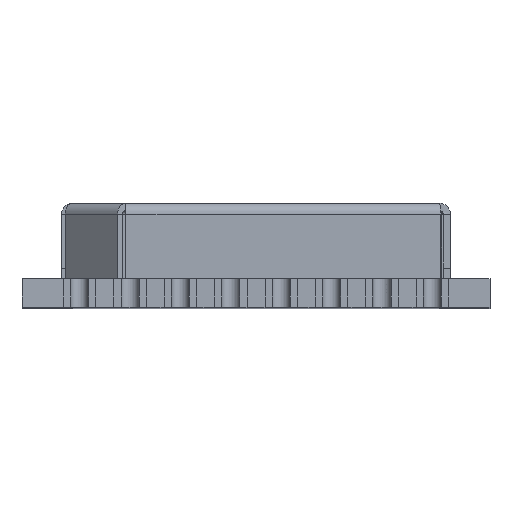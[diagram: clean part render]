
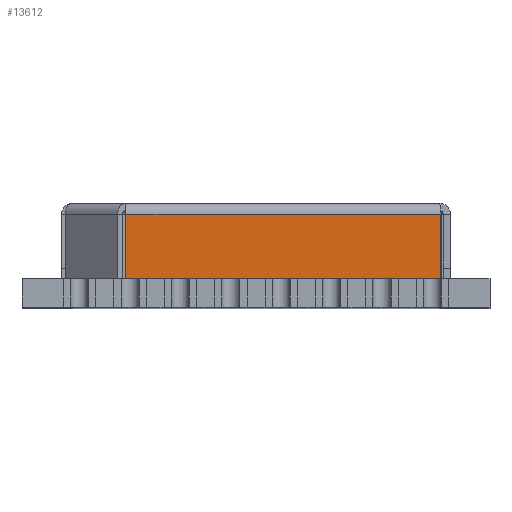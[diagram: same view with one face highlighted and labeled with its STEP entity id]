
A CAD part, top view. The second image highlights one B-rep face of the part: STEP entity #13612.
In plain terms, the highlighted planar face has unit normal (0, 0, 1).
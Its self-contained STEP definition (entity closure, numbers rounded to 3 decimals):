
#23 = EDGE_CURVE ( 'NONE', #5482, #149, #911, .T. ) ;
#149 = VERTEX_POINT ( 'NONE', #9460 ) ;
#627 = EDGE_LOOP ( 'NONE', ( #12309, #2394, #3400, #7160 ) ) ;
#911 = LINE ( 'NONE', #980, #9107 ) ;
#980 = CARTESIAN_POINT ( 'NONE',  ( -3.613, 0., 8.25 ) ) ;
#1301 = LINE ( 'NONE', #5969, #6965 ) ;
#2394 = ORIENTED_EDGE ( 'NONE', *, *, #23, .T. ) ;
#3369 = CARTESIAN_POINT ( 'NONE',  ( 5.129, 2.59, 8.25 ) ) ;
#3400 = ORIENTED_EDGE ( 'NONE', *, *, #5403, .F. ) ;
#4083 = EDGE_CURVE ( 'NONE', #7416, #12619, #5507, .T. ) ;
#4546 = FACE_OUTER_BOUND ( 'NONE', #627, .T. ) ;
#5403 = EDGE_CURVE ( 'NONE', #12619, #149, #8190, .T. ) ;
#5482 = VERTEX_POINT ( 'NONE', #12918 ) ;
#5507 = LINE ( 'NONE', #10159, #13735 ) ;
#5796 = VECTOR ( 'NONE', #10475, 1000. ) ;
#5911 = DIRECTION ( 'NONE',  ( 0., 0., -1. ) ) ;
#5969 = CARTESIAN_POINT ( 'NONE',  ( 5.4, 2.59, 8.25 ) ) ;
#6965 = VECTOR ( 'NONE', #10625, 1000. ) ;
#6966 = CARTESIAN_POINT ( 'NONE',  ( 5.4, 0.792, 8.25 ) ) ;
#7160 = ORIENTED_EDGE ( 'NONE', *, *, #4083, .F. ) ;
#7416 = VERTEX_POINT ( 'NONE', #3369 ) ;
#8190 = LINE ( 'NONE', #6966, #5796 ) ;
#8311 = EDGE_CURVE ( 'NONE', #5482, #7416, #1301, .T. ) ;
#9107 = VECTOR ( 'NONE', #13758, 1000. ) ;
#9460 = CARTESIAN_POINT ( 'NONE',  ( -3.613, 0.792, 8.25 ) ) ;
#10159 = CARTESIAN_POINT ( 'NONE',  ( 5.129, 2.69, 8.25 ) ) ;
#10356 = DIRECTION ( 'NONE',  ( 0., 1., 0. ) ) ;
#10475 = DIRECTION ( 'NONE',  ( -1., 0., 0. ) ) ;
#10625 = DIRECTION ( 'NONE',  ( 1., 0., 0. ) ) ;
#11506 = CARTESIAN_POINT ( 'NONE',  ( 5.129, 0.792, 8.25 ) ) ;
#11576 = CARTESIAN_POINT ( 'NONE',  ( 0., 0., 8.25 ) ) ;
#12309 = ORIENTED_EDGE ( 'NONE', *, *, #8311, .F. ) ;
#12619 = VERTEX_POINT ( 'NONE', #11506 ) ;
#12918 = CARTESIAN_POINT ( 'NONE',  ( -3.613, 2.59, 8.25 ) ) ;
#13256 = AXIS2_PLACEMENT_3D ( 'NONE', #11576, #5911, #10356 ) ;
#13612 = ADVANCED_FACE ( 'NONE', ( #4546 ), #13795, .F. ) ;
#13735 = VECTOR ( 'NONE', #14821, 1000. ) ;
#13758 = DIRECTION ( 'NONE',  ( 0., -1., 0. ) ) ;
#13795 = PLANE ( 'NONE',  #13256 ) ;
#14821 = DIRECTION ( 'NONE',  ( 0., -1., 0. ) ) ;
